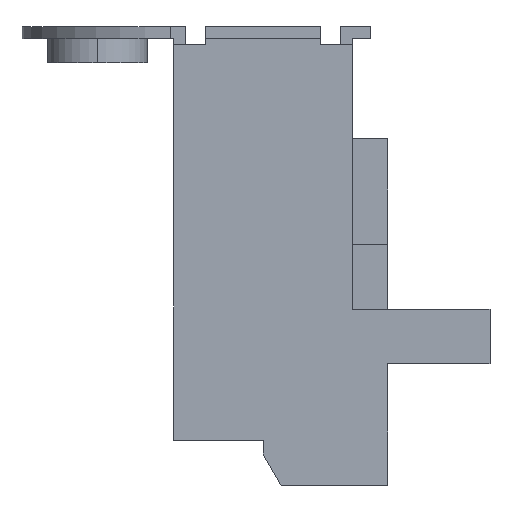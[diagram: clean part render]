
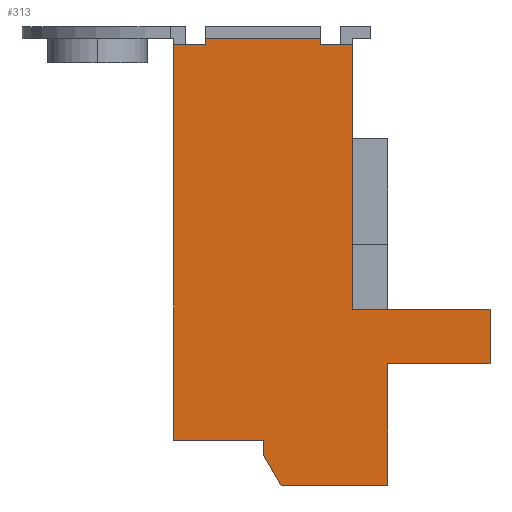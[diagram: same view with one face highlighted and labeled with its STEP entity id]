
A CAD part, left-side view. The second image highlights one B-rep face of the part: STEP entity #313.
In plain terms, the highlighted planar face has unit normal (-1, 0, 0).
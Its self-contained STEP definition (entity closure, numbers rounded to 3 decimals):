
#131 = VERTEX_POINT ( 'NONE', #969 ) ;
#133 = EDGE_CURVE ( 'NONE', #134, #131, #968, .T. ) ;
#134 = VERTEX_POINT ( 'NONE', #964 ) ;
#313 = ADVANCED_FACE ( 'NONE', ( #1348 ), #1347, .T. ) ;
#314 = EDGE_LOOP ( 'NONE', ( #315, #318, #319, #320, #386, #389, #391, #392, #394, #395, #369, #372, #375, #378, #381 ) ) ;
#315 = ORIENTED_EDGE ( 'NONE', *, *, #316, .F. ) ;
#316 = EDGE_CURVE ( 'NONE', #134, #317, #1342, .T. ) ;
#317 = VERTEX_POINT ( 'NONE', #1338 ) ;
#318 = ORIENTED_EDGE ( 'NONE', *, *, #133, .T. ) ;
#319 = ORIENTED_EDGE ( 'NONE', *, *, #662, .F. ) ;
#320 = ORIENTED_EDGE ( 'NONE', *, *, #384, .F. ) ;
#368 = EDGE_CURVE ( 'NONE', #396, #709, #1397, .T. ) ;
#369 = ORIENTED_EDGE ( 'NONE', *, *, #370, .F. ) ;
#370 = EDGE_CURVE ( 'NONE', #371, #396, #1459, .T. ) ;
#371 = VERTEX_POINT ( 'NONE', #1455 ) ;
#372 = ORIENTED_EDGE ( 'NONE', *, *, #373, .T. ) ;
#373 = EDGE_CURVE ( 'NONE', #371, #374, #1454, .T. ) ;
#374 = VERTEX_POINT ( 'NONE', #1450 ) ;
#375 = ORIENTED_EDGE ( 'NONE', *, *, #376, .T. ) ;
#376 = EDGE_CURVE ( 'NONE', #374, #377, #1449, .T. ) ;
#377 = VERTEX_POINT ( 'NONE', #1445 ) ;
#378 = ORIENTED_EDGE ( 'NONE', *, *, #379, .T. ) ;
#379 = EDGE_CURVE ( 'NONE', #377, #380, #1444, .T. ) ;
#380 = VERTEX_POINT ( 'NONE', #1440 ) ;
#381 = ORIENTED_EDGE ( 'NONE', *, *, #382, .F. ) ;
#382 = EDGE_CURVE ( 'NONE', #317, #380, #1439, .T. ) ;
#384 = EDGE_CURVE ( 'NONE', #385, #726, #1435, .T. ) ;
#385 = VERTEX_POINT ( 'NONE', #1431 ) ;
#386 = ORIENTED_EDGE ( 'NONE', *, *, #387, .F. ) ;
#387 = EDGE_CURVE ( 'NONE', #388, #385, #1430, .T. ) ;
#388 = VERTEX_POINT ( 'NONE', #1426 ) ;
#389 = ORIENTED_EDGE ( 'NONE', *, *, #390, .T. ) ;
#390 = EDGE_CURVE ( 'NONE', #388, #671, #1491, .T. ) ;
#391 = ORIENTED_EDGE ( 'NONE', *, *, #677, .F. ) ;
#392 = ORIENTED_EDGE ( 'NONE', *, *, #393, .F. ) ;
#393 = EDGE_CURVE ( 'NONE', #687, #679, #1487, .T. ) ;
#394 = ORIENTED_EDGE ( 'NONE', *, *, #688, .T. ) ;
#395 = ORIENTED_EDGE ( 'NONE', *, *, #368, .F. ) ;
#396 = VERTEX_POINT ( 'NONE', #1483 ) ;
#662 = EDGE_CURVE ( 'NONE', #726, #131, #1948, .T. ) ;
#671 = VERTEX_POINT ( 'NONE', #1990 ) ;
#677 = EDGE_CURVE ( 'NONE', #679, #671, #1984, .T. ) ;
#679 = VERTEX_POINT ( 'NONE', #1980 ) ;
#687 = VERTEX_POINT ( 'NONE', #1968 ) ;
#688 = EDGE_CURVE ( 'NONE', #687, #709, #2031, .T. ) ;
#709 = VERTEX_POINT ( 'NONE', #2064 ) ;
#726 = VERTEX_POINT ( 'NONE', #2033 ) ;
#964 = CARTESIAN_POINT ( 'NONE',  ( -6.65, 1.17, -1.77 ) ) ;
#965 = DIRECTION ( 'NONE',  ( 0., 0., 1. ) ) ;
#966 = VECTOR ( 'NONE', #965, 1000. ) ;
#967 = CARTESIAN_POINT ( 'NONE',  ( -6.65, 1.17, -6.11 ) ) ;
#968 = LINE ( 'NONE', #967, #966 ) ;
#969 = CARTESIAN_POINT ( 'NONE',  ( -6.65, 1.17, 7.01 ) ) ;
#1338 = CARTESIAN_POINT ( 'NONE',  ( -6.65, -3.4, -1.77 ) ) ;
#1339 = DIRECTION ( 'NONE',  ( 0., -1., 0. ) ) ;
#1340 = VECTOR ( 'NONE', #1339, 1000. ) ;
#1341 = CARTESIAN_POINT ( 'NONE',  ( -6.65, 1.17, -1.77 ) ) ;
#1342 = LINE ( 'NONE', #1341, #1340 ) ;
#1343 = DIRECTION ( 'NONE',  ( 0., -1., 0. ) ) ;
#1344 = DIRECTION ( 'NONE',  ( -1., 0., 0. ) ) ;
#1345 = CARTESIAN_POINT ( 'NONE',  ( -6.65, 7.09, -6.11 ) ) ;
#1346 = AXIS2_PLACEMENT_3D ( 'NONE', #1345, #1344, #1343 ) ;
#1347 = PLANE ( 'NONE',  #1346 ) ;
#1348 = FACE_OUTER_BOUND ( 'NONE', #314, .T. ) ;
#1394 = DIRECTION ( 'NONE',  ( 0., 0., 1. ) ) ;
#1395 = VECTOR ( 'NONE', #1394, 1000. ) ;
#1396 = CARTESIAN_POINT ( 'NONE',  ( -6.65, 4.13, -7.61 ) ) ;
#1397 = LINE ( 'NONE', #1396, #1395 ) ;
#1426 = CARTESIAN_POINT ( 'NONE',  ( -6.65, 6.05, 7.21 ) ) ;
#1427 = DIRECTION ( 'NONE',  ( 0., -1., 0. ) ) ;
#1428 = VECTOR ( 'NONE', #1427, 1000. ) ;
#1429 = CARTESIAN_POINT ( 'NONE',  ( -6.65, 6.05, 7.21 ) ) ;
#1430 = LINE ( 'NONE', #1429, #1428 ) ;
#1431 = CARTESIAN_POINT ( 'NONE',  ( -6.65, 2.21, 7.21 ) ) ;
#1432 = DIRECTION ( 'NONE',  ( 0., 0., -1. ) ) ;
#1433 = VECTOR ( 'NONE', #1432, 1000. ) ;
#1434 = CARTESIAN_POINT ( 'NONE',  ( -6.65, 2.21, 7.21 ) ) ;
#1435 = LINE ( 'NONE', #1434, #1433 ) ;
#1436 = DIRECTION ( 'NONE',  ( 0., 0., -1. ) ) ;
#1437 = VECTOR ( 'NONE', #1436, 1000. ) ;
#1438 = CARTESIAN_POINT ( 'NONE',  ( -6.65, -3.4, -1.77 ) ) ;
#1439 = LINE ( 'NONE', #1438, #1437 ) ;
#1440 = CARTESIAN_POINT ( 'NONE',  ( -6.65, -3.4, -3.57 ) ) ;
#1441 = DIRECTION ( 'NONE',  ( 0., -1., 0. ) ) ;
#1442 = VECTOR ( 'NONE', #1441, 1000. ) ;
#1443 = CARTESIAN_POINT ( 'NONE',  ( -6.65, 1.17, -3.57 ) ) ;
#1444 = LINE ( 'NONE', #1443, #1442 ) ;
#1445 = CARTESIAN_POINT ( 'NONE',  ( -6.65, 0., -3.57 ) ) ;
#1446 = DIRECTION ( 'NONE',  ( 0., 0., 1. ) ) ;
#1447 = VECTOR ( 'NONE', #1446, 1000. ) ;
#1448 = CARTESIAN_POINT ( 'NONE',  ( -6.65, 0., -7.61 ) ) ;
#1449 = LINE ( 'NONE', #1448, #1447 ) ;
#1450 = CARTESIAN_POINT ( 'NONE',  ( -6.65, 0., -7.61 ) ) ;
#1451 = DIRECTION ( 'NONE',  ( 0., -1., 0. ) ) ;
#1452 = VECTOR ( 'NONE', #1451, 1000. ) ;
#1453 = CARTESIAN_POINT ( 'NONE',  ( -6.65, 4.13, -7.61 ) ) ;
#1454 = LINE ( 'NONE', #1453, #1452 ) ;
#1455 = CARTESIAN_POINT ( 'NONE',  ( -6.65, 3.53, -7.61 ) ) ;
#1456 = DIRECTION ( 'NONE',  ( 0., 0.5, 0.866 ) ) ;
#1457 = VECTOR ( 'NONE', #1456, 1000. ) ;
#1458 = CARTESIAN_POINT ( 'NONE',  ( -6.65, 5.07, -4.943 ) ) ;
#1459 = LINE ( 'NONE', #1458, #1457 ) ;
#1483 = CARTESIAN_POINT ( 'NONE',  ( -6.65, 4.13, -6.571 ) ) ;
#1484 = DIRECTION ( 'NONE',  ( 0., 0., 1. ) ) ;
#1485 = VECTOR ( 'NONE', #1484, 1000. ) ;
#1486 = CARTESIAN_POINT ( 'NONE',  ( -6.65, 7.09, -6.11 ) ) ;
#1487 = LINE ( 'NONE', #1486, #1485 ) ;
#1488 = DIRECTION ( 'NONE',  ( 0., 0., -1. ) ) ;
#1489 = VECTOR ( 'NONE', #1488, 1000. ) ;
#1490 = CARTESIAN_POINT ( 'NONE',  ( -6.65, 6.05, 7.21 ) ) ;
#1491 = LINE ( 'NONE', #1490, #1489 ) ;
#1945 = DIRECTION ( 'NONE',  ( 0., -1., 0. ) ) ;
#1946 = VECTOR ( 'NONE', #1945, 1000. ) ;
#1947 = CARTESIAN_POINT ( 'NONE',  ( -6.65, 7.09, 7.01 ) ) ;
#1948 = LINE ( 'NONE', #1947, #1946 ) ;
#1968 = CARTESIAN_POINT ( 'NONE',  ( -6.65, 7.09, -6.11 ) ) ;
#1980 = CARTESIAN_POINT ( 'NONE',  ( -6.65, 7.09, 7.01 ) ) ;
#1981 = DIRECTION ( 'NONE',  ( 0., -1., 0. ) ) ;
#1982 = VECTOR ( 'NONE', #1981, 1000. ) ;
#1983 = CARTESIAN_POINT ( 'NONE',  ( -6.65, 7.09, 7.01 ) ) ;
#1984 = LINE ( 'NONE', #1983, #1982 ) ;
#1990 = CARTESIAN_POINT ( 'NONE',  ( -6.65, 6.05, 7.01 ) ) ;
#2028 = DIRECTION ( 'NONE',  ( 0., -1., 0. ) ) ;
#2029 = VECTOR ( 'NONE', #2028, 1000. ) ;
#2030 = CARTESIAN_POINT ( 'NONE',  ( -6.65, 7.09, -6.11 ) ) ;
#2031 = LINE ( 'NONE', #2030, #2029 ) ;
#2033 = CARTESIAN_POINT ( 'NONE',  ( -6.65, 2.21, 7.01 ) ) ;
#2064 = CARTESIAN_POINT ( 'NONE',  ( -6.65, 4.13, -6.11 ) ) ;
